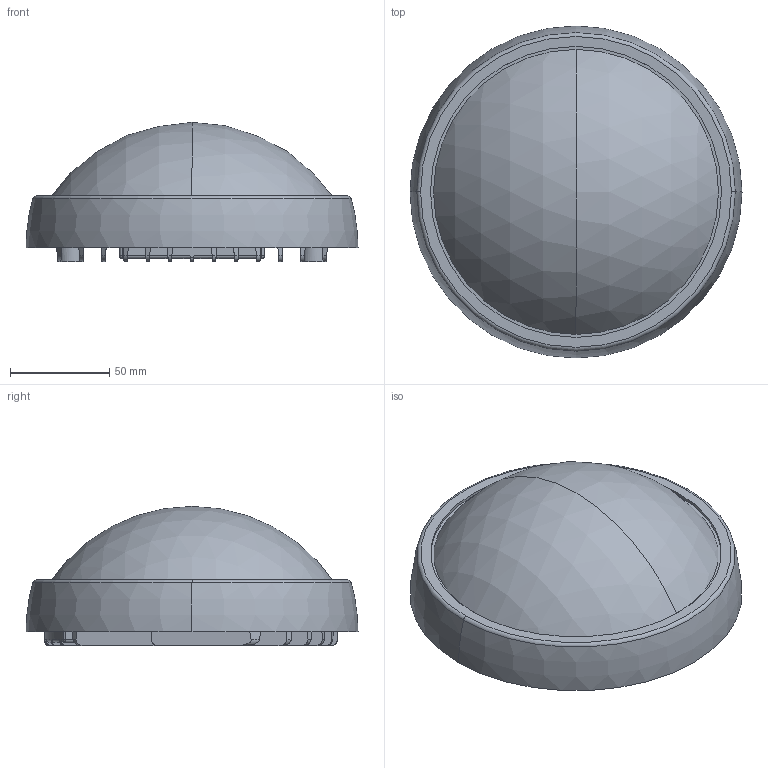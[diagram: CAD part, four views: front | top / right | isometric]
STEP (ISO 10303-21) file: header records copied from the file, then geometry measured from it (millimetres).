
FILE_DESCRIPTION (( 'STEP AP214' ), '1' );
FILE_NAME ('LDPO0-1601-8-1-K03 Ñâåòèëüíèê ÄÏÎ 1601 ñåðûé êðóã LED 8Âò IP54.STEP', '2017-06-28T11:26:42', ( '' ), ( '' ), 'SwSTEP 2.0', 'SolidWorks 2014', '' );
FILE_SCHEMA (( 'AUTOMOTIVE_DESIGN' ));
Length unit declared in the file: millimetre
Products named in the file (1): LDPO0-1601-8-1-K03 Ñâåòèëüíèê ÄÏÎ 1601 ñåðûé êðóã LED 8Âò IP54
Bounding box: 167 x 167 x 70 mm (x, y, z)
Volume: 730576.9 mm3; surface area: 107193 mm2
Topology: 1 solids, 1 shells, 221 faces, 614 edges, 401 vertices
Faces by surface type: plane 122, cylinder 52, torus 41, sphere 6
Entity records: 7905 total; most frequent: CARTESIAN_POINT 2525, ORIENTED_EDGE 1224, DIRECTION 1053, EDGE_CURVE 612, VERTEX_POINT 401, AXIS2_PLACEMENT_3D 399, VECTOR 255, LINE 255
